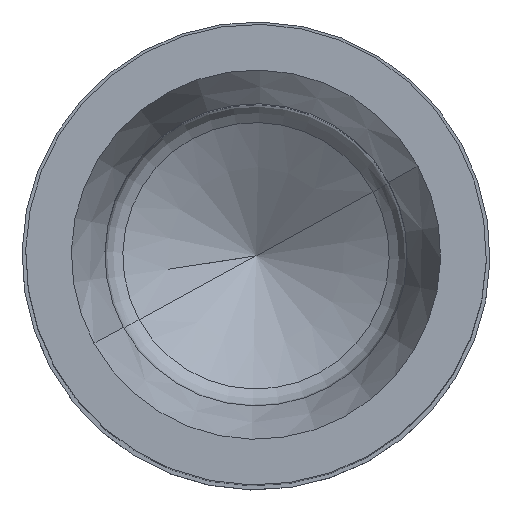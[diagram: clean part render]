
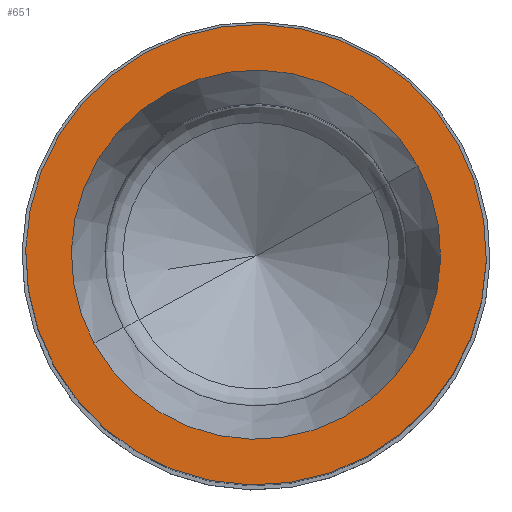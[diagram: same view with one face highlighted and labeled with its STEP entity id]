
A CAD part, top view. The second image highlights one B-rep face of the part: STEP entity #651.
In plain terms, the highlighted planar face has unit normal (0, 0, 1).
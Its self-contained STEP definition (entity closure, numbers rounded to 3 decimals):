
#356=AXIS2_PLACEMENT_3D('Circle Axis2P3D',#354,#355,$) ;
#375=AXIS2_PLACEMENT_3D('Circle Axis2P3D',#373,#374,$) ;
#392=AXIS2_PLACEMENT_3D('Circle Axis2P3D',#390,#391,$) ;
#427=AXIS2_PLACEMENT_3D('Circle Axis2P3D',#425,#426,$) ;
#641=AXIS2_PLACEMENT_3D('Plane Axis2P3D',#638,#639,#640) ;
#351=CARTESIAN_POINT('Vertex',(1.953,3.948,36.)) ;
#354=CARTESIAN_POINT('Axis2P3D Location',(6.35,6.35,36.)) ;
#358=CARTESIAN_POINT('Vertex',(10.747,8.752,36.)) ;
#373=CARTESIAN_POINT('Axis2P3D Location',(6.35,6.35,36.)) ;
#390=CARTESIAN_POINT('Axis2P3D Location',(6.35,6.35,36.)) ;
#394=CARTESIAN_POINT('Vertex',(0.865,3.354,36.)) ;
#396=CARTESIAN_POINT('Vertex',(11.835,9.346,36.)) ;
#425=CARTESIAN_POINT('Axis2P3D Location',(6.35,6.35,36.)) ;
#638=CARTESIAN_POINT('Axis2P3D Location',(1.34,6.35,36.)) ;
#355=DIRECTION('Axis2P3D Direction',(0.,0.,1.)) ;
#374=DIRECTION('Axis2P3D Direction',(0.,0.,1.)) ;
#391=DIRECTION('Axis2P3D Direction',(0.,0.,1.)) ;
#426=DIRECTION('Axis2P3D Direction',(0.,0.,1.)) ;
#639=DIRECTION('Axis2P3D Direction',(0.,0.,1.)) ;
#640=DIRECTION('Axis2P3D XDirection',(1.,0.,0.)) ;
#644=ORIENTED_EDGE('',*,*,#429,.T.) ;
#645=ORIENTED_EDGE('',*,*,#398,.T.) ;
#648=ORIENTED_EDGE('',*,*,#360,.F.) ;
#649=ORIENTED_EDGE('',*,*,#377,.F.) ;
#650=FACE_BOUND('',#647,.T.) ;
#651=ADVANCED_FACE('SKMU_M5_A2_ISO10511_815653.1\\KOSF_35MM_100A',(#646,#650),#642,.T.) ;
#357=CIRCLE('generated circle',#356,5.01) ;
#376=CIRCLE('generated circle',#375,5.01) ;
#393=CIRCLE('generated circle',#392,6.25) ;
#428=CIRCLE('generated circle',#427,6.25) ;
#360=EDGE_CURVE('',#352,#359,#357,.T.) ;
#377=EDGE_CURVE('',#359,#352,#376,.T.) ;
#398=EDGE_CURVE('',#395,#397,#393,.T.) ;
#429=EDGE_CURVE('',#397,#395,#428,.T.) ;
#643=EDGE_LOOP('',(#644,#645)) ;
#647=EDGE_LOOP('',(#648,#649)) ;
#646=FACE_OUTER_BOUND('',#643,.T.) ;
#642=PLANE('',#641) ;
#352=VERTEX_POINT('',#351) ;
#359=VERTEX_POINT('',#358) ;
#395=VERTEX_POINT('',#394) ;
#397=VERTEX_POINT('',#396) ;
